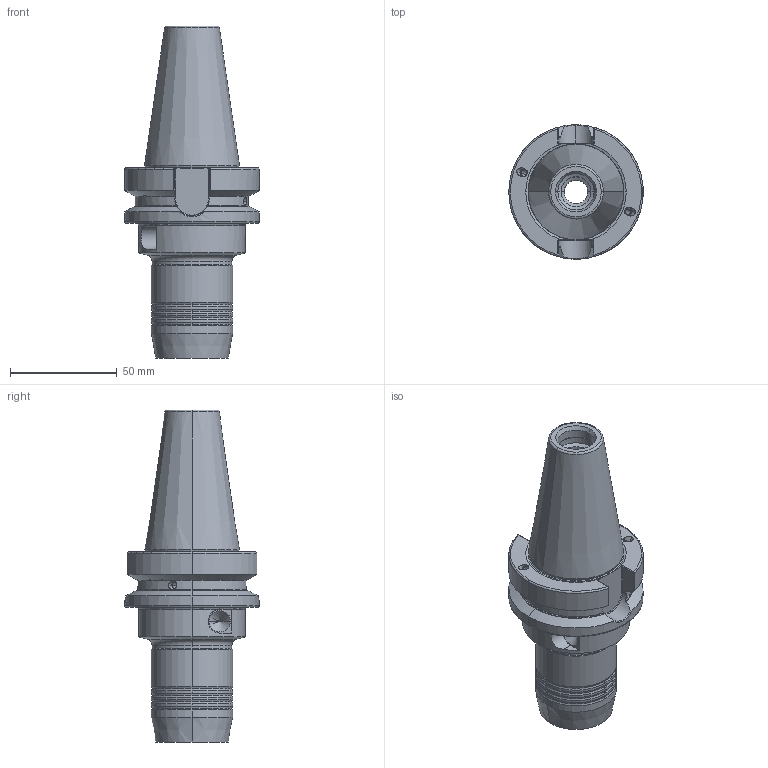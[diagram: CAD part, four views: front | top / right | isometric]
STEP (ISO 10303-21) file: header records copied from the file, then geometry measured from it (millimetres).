
FILE_DESCRIPTION (( 'STEP AP214' ), '1' );
FILE_NAME ('77DC.403.016 x90_step.STEP', '2022-05-05T05:13:49', ( '' ), ( '' ), 'SwSTEP 2.0', 'SolidWorks 2018', '' );
FILE_SCHEMA (( 'AUTOMOTIVE_DESIGN' ));
Length unit declared in the file: millimetre
Products named in the file (1): 77DC.403.016 x90_step
Bounding box: 62.95 x 62.95 x 155.4 mm (x, y, z)
Volume: 190283.6 mm3; surface area: 33854.4 mm2
Topology: 1 solids, 1 shells, 178 faces, 433 edges, 258 vertices
Faces by surface type: cylinder 56, cone 45, torus 40, plane 31, bspline 6
Entity records: 7487 total; most frequent: CARTESIAN_POINT 2800, DIRECTION 917, ORIENTED_EDGE 862, EDGE_CURVE 431, AXIS2_PLACEMENT_3D 392, VERTEX_POINT 258, CIRCLE 219, EDGE_LOOP 191
